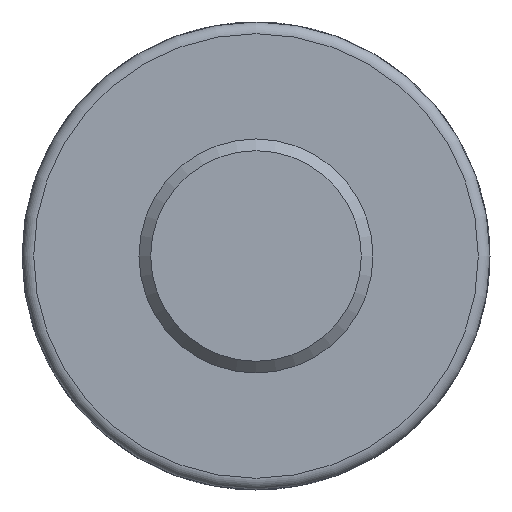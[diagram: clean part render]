
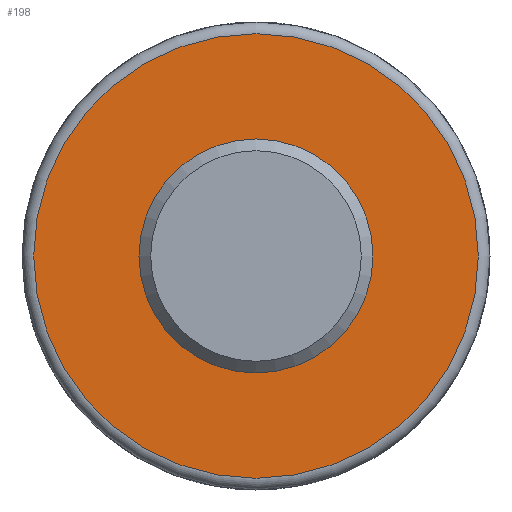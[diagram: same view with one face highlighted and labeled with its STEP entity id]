
A CAD part, front view. The second image highlights one B-rep face of the part: STEP entity #198.
In plain terms, the highlighted planar face has unit normal (0, -1, 0).
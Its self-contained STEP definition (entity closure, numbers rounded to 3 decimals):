
#16=FACE_BOUND('',#47,.T.);
#21=PLANE('',#246);
#34=FACE_OUTER_BOUND('',#46,.T.);
#46=EDGE_LOOP('',(#167));
#47=EDGE_LOOP('',(#168));
#79=CIRCLE('',#233,5.);
#82=CIRCLE('',#238,9.5);
#96=VERTEX_POINT('',#337);
#99=VERTEX_POINT('',#345);
#116=EDGE_CURVE('',#96,#96,#79,.T.);
#119=EDGE_CURVE('',#99,#99,#82,.T.);
#167=ORIENTED_EDGE('',*,*,#119,.F.);
#168=ORIENTED_EDGE('',*,*,#116,.T.);
#198=ADVANCED_FACE('',(#34,#16),#21,.F.);
#233=AXIS2_PLACEMENT_3D('',#339,#271,#272);
#238=AXIS2_PLACEMENT_3D('',#347,#281,#282);
#246=AXIS2_PLACEMENT_3D('',#369,#302,#303);
#271=DIRECTION('center_axis',(0.,1.,0.));
#272=DIRECTION('ref_axis',(1.,0.,0.));
#281=DIRECTION('center_axis',(0.,1.,0.));
#282=DIRECTION('ref_axis',(1.,0.,0.));
#302=DIRECTION('center_axis',(0.,1.,0.));
#303=DIRECTION('ref_axis',(0.,0.,1.));
#337=CARTESIAN_POINT('',(-5.,0.,0.));
#339=CARTESIAN_POINT('Origin',(0.,0.,0.));
#345=CARTESIAN_POINT('',(0.,0.,-9.5));
#347=CARTESIAN_POINT('Origin',(0.,0.,0.));
#369=CARTESIAN_POINT('Origin',(0.,0.,0.));
